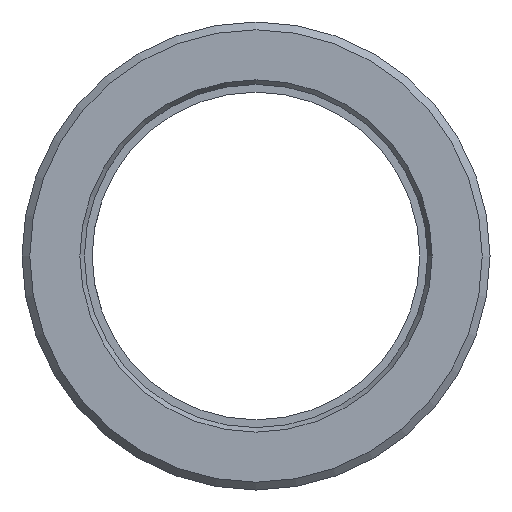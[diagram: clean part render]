
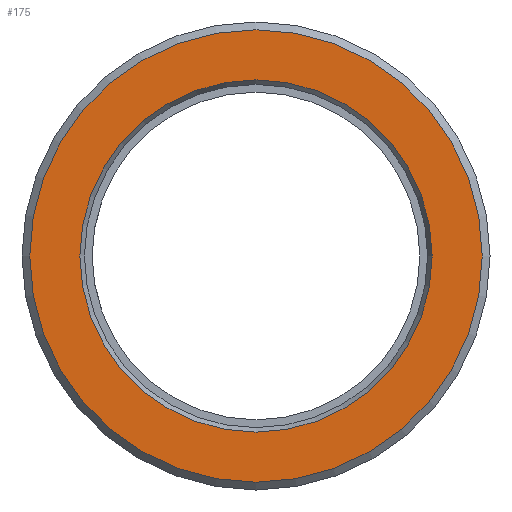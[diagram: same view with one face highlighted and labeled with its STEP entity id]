
A CAD part, left-side view. The second image highlights one B-rep face of the part: STEP entity #175.
In plain terms, the highlighted planar face has unit normal (-1, 0, 0).
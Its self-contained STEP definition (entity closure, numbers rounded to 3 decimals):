
#175=ADVANCED_FACE('',(#264,#265),#266,.F.);
#264=FACE_BOUND('',#338,.T.);
#265=FACE_OUTER_BOUND('',#339,.T.);
#266=PLANE('',#340);
#338=EDGE_LOOP('',(#420));
#339=EDGE_LOOP('',(#421));
#340=AXIS2_PLACEMENT_3D('',#422,#423,#424);
#420=ORIENTED_EDGE('',*,*,#481,.T.);
#421=ORIENTED_EDGE('',*,*,#493,.T.);
#422=CARTESIAN_POINT('',(-51.0,26.0,0.0));
#423=DIRECTION('',(1.0,0.0,0.0));
#424=DIRECTION('',(0.0,0.0,-1.0));
#481=EDGE_CURVE('',#518,#518,#519,.T.);
#493=EDGE_CURVE('',#537,#537,#538,.F.);
#518=VERTEX_POINT('',#699);
#519=CIRCLE('',#700,22.577);
#537=VERTEX_POINT('',#718);
#538=CIRCLE('',#719,29.0);
#699=CARTESIAN_POINT('',(-51.0,0.0,-22.577));
#700=AXIS2_PLACEMENT_3D('',#744,#745,#746);
#718=CARTESIAN_POINT('',(-51.0,0.,-29.0));
#719=AXIS2_PLACEMENT_3D('',#765,#766,#767);
#744=CARTESIAN_POINT('',(-51.0,0.0,0.0));
#745=DIRECTION('',(1.0,0.0,0.0));
#746=DIRECTION('',(0.0,0.0,-1.0));
#765=CARTESIAN_POINT('',(-51.0,0.0,0.0));
#766=DIRECTION('',(1.0,0.0,0.0));
#767=DIRECTION('',(0.0,0.0,-1.0));
